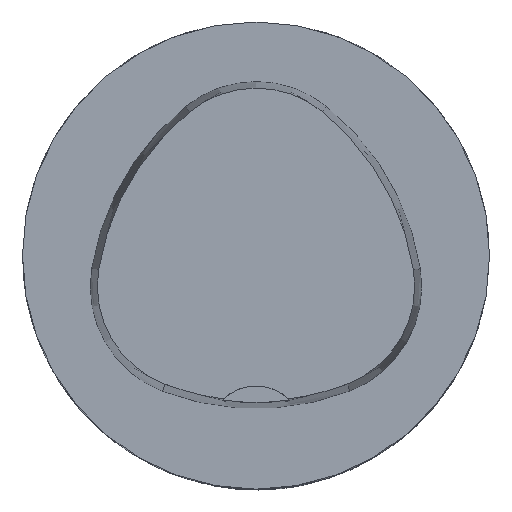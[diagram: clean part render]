
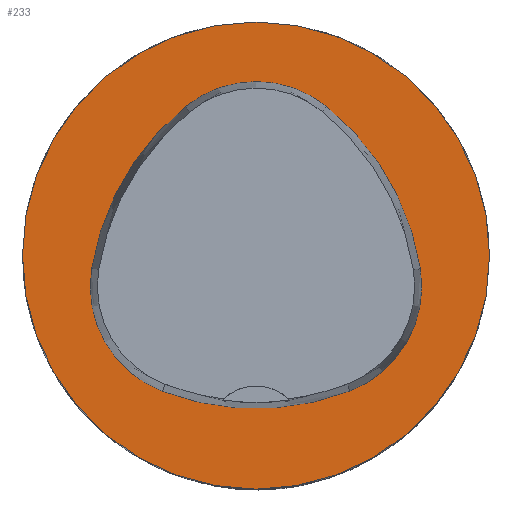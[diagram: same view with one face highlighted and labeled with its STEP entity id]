
A CAD part, top view. The second image highlights one B-rep face of the part: STEP entity #233.
In plain terms, the highlighted planar face has unit normal (0, 0, 1).
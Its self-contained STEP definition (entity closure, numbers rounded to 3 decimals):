
#170=PLANE('',#1006);
#233=ADVANCED_FACE('',(#349,#350),#170,.T.);
#349=FACE_BOUND('',#405,.T.);
#350=FACE_BOUND('',#406,.T.);
#405=EDGE_LOOP('',(#512,#513,#514,#515,#516,#517));
#406=EDGE_LOOP('',(#518));
#512=ORIENTED_EDGE('',*,*,#669,.T.);
#513=ORIENTED_EDGE('',*,*,#649,.T.);
#514=ORIENTED_EDGE('',*,*,#653,.T.);
#515=ORIENTED_EDGE('',*,*,#656,.T.);
#516=ORIENTED_EDGE('',*,*,#659,.T.);
#517=ORIENTED_EDGE('',*,*,#667,.T.);
#518=ORIENTED_EDGE('',*,*,#622,.F.);
#566=VERTEX_POINT('',#1340);
#593=VERTEX_POINT('',#1414);
#594=VERTEX_POINT('',#1415);
#597=VERTEX_POINT('',#1423);
#599=VERTEX_POINT('',#1429);
#601=VERTEX_POINT('',#1435);
#608=VERTEX_POINT('',#1456);
#622=EDGE_CURVE('',#566,#566,#682,.T.);
#649=EDGE_CURVE('',#593,#594,#701,.T.);
#653=EDGE_CURVE('',#594,#597,#703,.T.);
#656=EDGE_CURVE('',#597,#599,#705,.T.);
#659=EDGE_CURVE('',#599,#601,#707,.T.);
#667=EDGE_CURVE('',#601,#608,#711,.T.);
#669=EDGE_CURVE('',#608,#593,#713,.T.);
#682=CIRCLE('',#941,25.);
#701=CIRCLE('',#984,28.);
#703=CIRCLE('',#987,12.);
#705=CIRCLE('',#990,28.);
#707=CIRCLE('',#993,12.);
#711=CIRCLE('',#998,28.);
#713=CIRCLE('',#1001,12.);
#941=AXIS2_PLACEMENT_3D('',#1339,#1084,#1085);
#984=AXIS2_PLACEMENT_3D('',#1413,#1174,#1175);
#987=AXIS2_PLACEMENT_3D('',#1422,#1182,#1183);
#990=AXIS2_PLACEMENT_3D('',#1428,#1189,#1190);
#993=AXIS2_PLACEMENT_3D('',#1434,#1196,#1197);
#998=AXIS2_PLACEMENT_3D('',#1457,#1208,#1209);
#1001=AXIS2_PLACEMENT_3D('',#1460,#1214,#1215);
#1006=AXIS2_PLACEMENT_3D('',#1465,#1224,#1225);
#1084=DIRECTION('',(0.,0.,-1.));
#1085=DIRECTION('',(-1.,0.,0.));
#1174=DIRECTION('',(0.,0.,-1.));
#1175=DIRECTION('',(-1.,0.,0.));
#1182=DIRECTION('',(0.,0.,-1.));
#1183=DIRECTION('',(-1.,0.,0.));
#1189=DIRECTION('',(0.,0.,-1.));
#1190=DIRECTION('',(-1.,0.,0.));
#1196=DIRECTION('',(0.,0.,-1.));
#1197=DIRECTION('',(-1.,0.,0.));
#1208=DIRECTION('',(0.,0.,-1.));
#1209=DIRECTION('',(-1.,0.,0.));
#1214=DIRECTION('',(0.,0.,-1.));
#1215=DIRECTION('',(-1.,0.,0.));
#1224=DIRECTION('',(0.,0.,1.));
#1225=DIRECTION('',(1.,0.,0.));
#1339=CARTESIAN_POINT('',(0.,0.,0.));
#1340=CARTESIAN_POINT('',(-25.,0.,0.));
#1413=CARTESIAN_POINT('',(10.068,-5.824,0.));
#1414=CARTESIAN_POINT('',(-17.584,-1.424,0.));
#1415=CARTESIAN_POINT('',(-7.531,15.953,0.));
#1422=CARTESIAN_POINT('',(0.011,6.62,0.));
#1423=CARTESIAN_POINT('',(7.567,15.942,0.));
#1428=CARTESIAN_POINT('',(-10.063,-5.81,0.));
#1429=CARTESIAN_POINT('',(17.59,-1.418,0.));
#1434=CARTESIAN_POINT('',(5.739,-3.3,0.));
#1435=CARTESIAN_POINT('',(10.05,-14.499,0.));
#1456=CARTESIAN_POINT('',(-10.025,-14.516,0.));
#1457=CARTESIAN_POINT('',(-0.01,11.631,0.));
#1460=CARTESIAN_POINT('',(-5.733,-3.31,0.));
#1465=CARTESIAN_POINT('',(0.,0.,0.));
